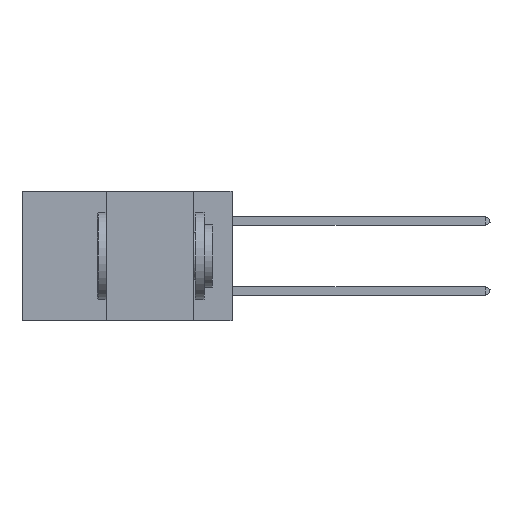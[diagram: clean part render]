
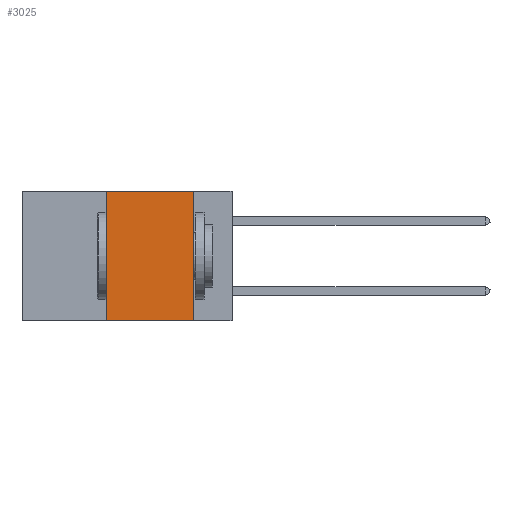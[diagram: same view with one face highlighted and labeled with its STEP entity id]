
A CAD part, left-side view. The second image highlights one B-rep face of the part: STEP entity #3025.
In plain terms, the highlighted planar face has unit normal (-1, 0, 0).
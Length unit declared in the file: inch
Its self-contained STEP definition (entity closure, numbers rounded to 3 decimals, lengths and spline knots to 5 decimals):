
#38 = EDGE_CURVE ( 'NONE', #16262, #12490, #10133, .T. ) ;
#203 = VECTOR ( 'NONE', #21097, 39.37008 ) ;
#615 = VECTOR ( 'NONE', #6635, 39.37008 ) ;
#3025 = ADVANCED_FACE ( 'NONE', ( #21521 ), #15808, .F. ) ;
#3545 = DIRECTION ( 'NONE',  ( 0., 0., -1. ) ) ;
#3596 = EDGE_CURVE ( 'NONE', #12691, #13149, #16952, .T. ) ;
#5092 = EDGE_CURVE ( 'NONE', #16262, #12691, #9950, .T. ) ;
#5358 = ORIENTED_EDGE ( 'NONE', *, *, #22457, .F. ) ;
#6635 = DIRECTION ( 'NONE',  ( 0., 0., 1. ) ) ;
#6853 = VECTOR ( 'NONE', #20248, 39.37008 ) ;
#7978 = CARTESIAN_POINT ( 'NONE',  ( 0., 0.36, 0. ) ) ;
#9545 = VECTOR ( 'NONE', #3545, 39.37008 ) ;
#9807 = ORIENTED_EDGE ( 'NONE', *, *, #5092, .F. ) ;
#9950 = LINE ( 'NONE', #7978, #615 ) ;
#10133 = LINE ( 'NONE', #21373, #203 ) ;
#10392 = ORIENTED_EDGE ( 'NONE', *, *, #38, .T. ) ;
#10519 = AXIS2_PLACEMENT_3D ( 'NONE', #16660, #15763, #15647 ) ;
#10852 = CARTESIAN_POINT ( 'NONE',  ( 0., 0.36, 0. ) ) ;
#12111 = CARTESIAN_POINT ( 'NONE',  ( 0., 0.11, 0. ) ) ;
#12216 = CARTESIAN_POINT ( 'NONE',  ( 0., 0.11, -0.37 ) ) ;
#12490 = VERTEX_POINT ( 'NONE', #12216 ) ;
#12691 = VERTEX_POINT ( 'NONE', #10852 ) ;
#12724 = CARTESIAN_POINT ( 'NONE',  ( 0., 0.11, 0. ) ) ;
#13149 = VERTEX_POINT ( 'NONE', #12111 ) ;
#15011 = ORIENTED_EDGE ( 'NONE', *, *, #3596, .F. ) ;
#15647 = DIRECTION ( 'NONE',  ( 0., 0., -1. ) ) ;
#15763 = DIRECTION ( 'NONE',  ( 1., 0., 0. ) ) ;
#15808 = PLANE ( 'NONE',  #10519 ) ;
#16262 = VERTEX_POINT ( 'NONE', #17914 ) ;
#16660 = CARTESIAN_POINT ( 'NONE',  ( 0., 0.6, 0. ) ) ;
#16795 = EDGE_LOOP ( 'NONE', ( #5358, #15011, #9807, #10392 ) ) ;
#16952 = LINE ( 'NONE', #20504, #6853 ) ;
#17914 = CARTESIAN_POINT ( 'NONE',  ( 0., 0.36, -0.37 ) ) ;
#19980 = LINE ( 'NONE', #12724, #9545 ) ;
#20248 = DIRECTION ( 'NONE',  ( 0., -1., 0. ) ) ;
#20504 = CARTESIAN_POINT ( 'NONE',  ( 0., 0.6, 0. ) ) ;
#21097 = DIRECTION ( 'NONE',  ( 0., -1., 0. ) ) ;
#21373 = CARTESIAN_POINT ( 'NONE',  ( 0., 0.6, -0.37 ) ) ;
#21521 = FACE_OUTER_BOUND ( 'NONE', #16795, .T. ) ;
#22457 = EDGE_CURVE ( 'NONE', #13149, #12490, #19980, .T. ) ;
